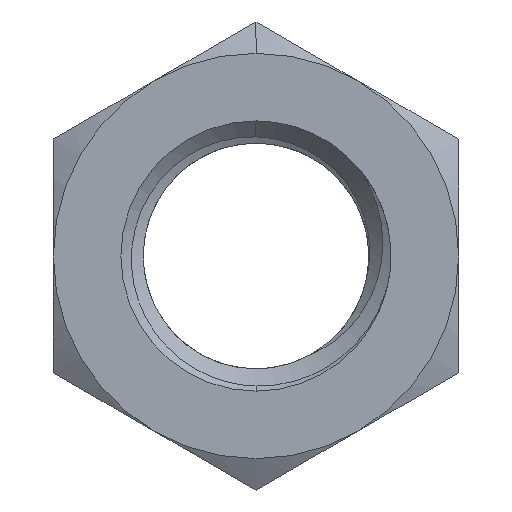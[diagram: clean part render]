
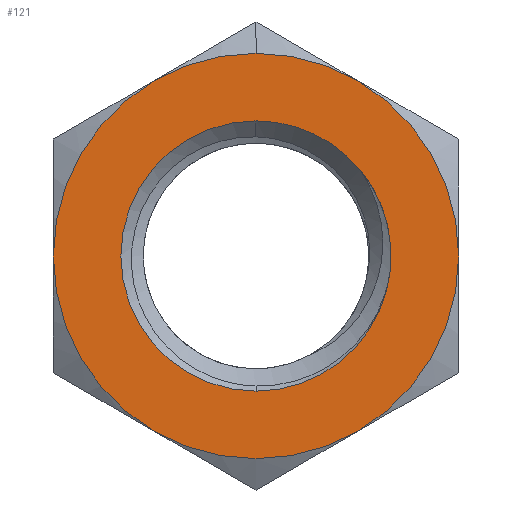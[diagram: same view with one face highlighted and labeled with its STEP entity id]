
A CAD part, front view. The second image highlights one B-rep face of the part: STEP entity #121.
In plain terms, the highlighted planar face has unit normal (0, -1, 0).
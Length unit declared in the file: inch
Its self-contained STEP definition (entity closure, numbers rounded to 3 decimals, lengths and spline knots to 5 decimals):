
#51 = AXIS2_PLACEMENT_3D ( 'NONE', #2275, #477, #1634 ) ;
#83 = DIRECTION ( 'NONE',  ( 0., 1., 0. ) ) ;
#90 = DIRECTION ( 'NONE',  ( 0., 0., 1. ) ) ;
#107 = EDGE_CURVE ( 'NONE', #382, #1980, #1657, .T. ) ;
#121 = ADVANCED_FACE ( 'NONE', ( #257, #1281 ), #471, .F. ) ;
#132 = DIRECTION ( 'NONE',  ( 0., 1., 0. ) ) ;
#139 = AXIS2_PLACEMENT_3D ( 'NONE', #674, #83, #857 ) ;
#142 = DIRECTION ( 'NONE',  ( 0., 1., 0. ) ) ;
#150 = EDGE_CURVE ( 'NONE', #2513, #1314, #973, .T. ) ;
#163 = CARTESIAN_POINT ( 'NONE',  ( -0.65625, -0.24219, 0. ) ) ;
#242 = CARTESIAN_POINT ( 'NONE',  ( 0.43546, -0.24219, -0.04225 ) ) ;
#257 = FACE_OUTER_BOUND ( 'NONE', #1983, .T. ) ;
#260 = CARTESIAN_POINT ( 'NONE',  ( 0., -0.24219, 0. ) ) ;
#284 = CARTESIAN_POINT ( 'NONE',  ( 0., -0.24219, 0. ) ) ;
#290 = CARTESIAN_POINT ( 'NONE',  ( 0., -0.24219, 0. ) ) ;
#307 = EDGE_CURVE ( 'NONE', #1999, #1693, #1145, .T. ) ;
#338 = ORIENTED_EDGE ( 'NONE', *, *, #107, .T. ) ;
#382 = VERTEX_POINT ( 'NONE', #1118 ) ;
#441 = DIRECTION ( 'NONE',  ( 0., -1., 0. ) ) ;
#450 = CIRCLE ( 'NONE', #51, 0.65625 ) ;
#471 = PLANE ( 'NONE',  #2322 ) ;
#477 = DIRECTION ( 'NONE',  ( 0., -1., 0. ) ) ;
#496 = ORIENTED_EDGE ( 'NONE', *, *, #1411, .T. ) ;
#520 = ORIENTED_EDGE ( 'NONE', *, *, #1616, .T. ) ;
#547 = EDGE_CURVE ( 'NONE', #1980, #2193, #2324, .T. ) ;
#575 = VERTEX_POINT ( 'NONE', #242 ) ;
#580 = CIRCLE ( 'NONE', #1498, 0.65625 ) ;
#582 = CIRCLE ( 'NONE', #780, 0.4375 ) ;
#600 = CARTESIAN_POINT ( 'NONE',  ( 0.65625, -0.24219, 0. ) ) ;
#632 = ORIENTED_EDGE ( 'NONE', *, *, #1714, .T. ) ;
#642 = EDGE_CURVE ( 'NONE', #2513, #2193, #1704, .T. ) ;
#663 = DIRECTION ( 'NONE',  ( 0., 0., 1. ) ) ;
#674 = CARTESIAN_POINT ( 'NONE',  ( 0., -0.24219, 0. ) ) ;
#705 = CARTESIAN_POINT ( 'NONE',  ( 0., -0.24219, 0. ) ) ;
#708 = DIRECTION ( 'NONE',  ( 0., -1., 0. ) ) ;
#772 = AXIS2_PLACEMENT_3D ( 'NONE', #284, #1053, #924 ) ;
#780 = AXIS2_PLACEMENT_3D ( 'NONE', #1493, #2285, #1311 ) ;
#801 = DIRECTION ( 'NONE',  ( 0., 0., 1. ) ) ;
#837 = CARTESIAN_POINT ( 'NONE',  ( 0.32813, -0.24219, -0.56833 ) ) ;
#857 = DIRECTION ( 'NONE',  ( 0., 0., 1. ) ) ;
#858 = CARTESIAN_POINT ( 'NONE',  ( -0.65625, -0.24219, -0.37889 ) ) ;
#909 = DIRECTION ( 'NONE',  ( 0., 0., 1. ) ) ;
#924 = DIRECTION ( 'NONE',  ( 0., 0., 1. ) ) ;
#952 = ORIENTED_EDGE ( 'NONE', *, *, #1672, .T. ) ;
#973 = CIRCLE ( 'NONE', #772, 0.65625 ) ;
#1021 = CIRCLE ( 'NONE', #1833, 0.65625 ) ;
#1032 = DIRECTION ( 'NONE',  ( 0., -1., 0. ) ) ;
#1040 = DIRECTION ( 'NONE',  ( 0., -1., 0. ) ) ;
#1052 = ORIENTED_EDGE ( 'NONE', *, *, #1994, .T. ) ;
#1053 = DIRECTION ( 'NONE',  ( 0., -1., 0. ) ) ;
#1078 = DIRECTION ( 'NONE',  ( 0., 0., 1. ) ) ;
#1118 = CARTESIAN_POINT ( 'NONE',  ( -0.32813, -0.24219, -0.56833 ) ) ;
#1145 = CIRCLE ( 'NONE', #1221, 0.4375 ) ;
#1146 = CARTESIAN_POINT ( 'NONE',  ( 0.32813, -0.24219, 0.56833 ) ) ;
#1221 = AXIS2_PLACEMENT_3D ( 'NONE', #2410, #132, #909 ) ;
#1223 = CIRCLE ( 'NONE', #1537, 0.4375 ) ;
#1247 = ORIENTED_EDGE ( 'NONE', *, *, #642, .F. ) ;
#1280 = VERTEX_POINT ( 'NONE', #1640 ) ;
#1281 = FACE_BOUND ( 'NONE', #1490, .T. ) ;
#1311 = DIRECTION ( 'NONE',  ( 0., 0., 1. ) ) ;
#1312 = ORIENTED_EDGE ( 'NONE', *, *, #150, .T. ) ;
#1314 = VERTEX_POINT ( 'NONE', #1855 ) ;
#1411 = EDGE_CURVE ( 'NONE', #2473, #382, #580, .T. ) ;
#1451 = CARTESIAN_POINT ( 'NONE',  ( 0., -0.24219, 0. ) ) ;
#1471 = DIRECTION ( 'NONE',  ( 0., 0., 1. ) ) ;
#1490 = EDGE_LOOP ( 'NONE', ( #952, #2506, #520, #1606 ) ) ;
#1493 = CARTESIAN_POINT ( 'NONE',  ( 0., -0.24219, 0. ) ) ;
#1498 = AXIS2_PLACEMENT_3D ( 'NONE', #2034, #708, #1628 ) ;
#1537 = AXIS2_PLACEMENT_3D ( 'NONE', #290, #1874, #90 ) ;
#1606 = ORIENTED_EDGE ( 'NONE', *, *, #2138, .T. ) ;
#1616 = EDGE_CURVE ( 'NONE', #1693, #2120, #2244, .T. ) ;
#1628 = DIRECTION ( 'NONE',  ( 0., 0., 1. ) ) ;
#1634 = DIRECTION ( 'NONE',  ( 0., 0., 1. ) ) ;
#1640 = CARTESIAN_POINT ( 'NONE',  ( -0.32813, -0.24219, 0.56833 ) ) ;
#1657 = CIRCLE ( 'NONE', #2407, 0.65625 ) ;
#1672 = EDGE_CURVE ( 'NONE', #575, #1999, #1223, .T. ) ;
#1693 = VERTEX_POINT ( 'NONE', #1851 ) ;
#1704 = CIRCLE ( 'NONE', #139, 0.65625 ) ;
#1714 = EDGE_CURVE ( 'NONE', #1280, #2473, #450, .T. ) ;
#1715 = ORIENTED_EDGE ( 'NONE', *, *, #547, .T. ) ;
#1768 = CARTESIAN_POINT ( 'NONE',  ( 0., -0.24219, 0. ) ) ;
#1801 = DIRECTION ( 'NONE',  ( 0., 0., 1. ) ) ;
#1833 = AXIS2_PLACEMENT_3D ( 'NONE', #260, #1032, #1801 ) ;
#1851 = CARTESIAN_POINT ( 'NONE',  ( 0., -0.24219, 0.4375 ) ) ;
#1855 = CARTESIAN_POINT ( 'NONE',  ( 0., -0.24219, 0.65625 ) ) ;
#1874 = DIRECTION ( 'NONE',  ( 0., 1., 0. ) ) ;
#1914 = CARTESIAN_POINT ( 'NONE',  ( 0.3385, -0.24219, 0.27717 ) ) ;
#1980 = VERTEX_POINT ( 'NONE', #837 ) ;
#1981 = AXIS2_PLACEMENT_3D ( 'NONE', #1768, #441, #801 ) ;
#1983 = EDGE_LOOP ( 'NONE', ( #1312, #1052, #632, #496, #338, #1715, #1247 ) ) ;
#1994 = EDGE_CURVE ( 'NONE', #1314, #1280, #1021, .T. ) ;
#1999 = VERTEX_POINT ( 'NONE', #2418 ) ;
#2034 = CARTESIAN_POINT ( 'NONE',  ( 0., -0.24219, 0. ) ) ;
#2081 = AXIS2_PLACEMENT_3D ( 'NONE', #1451, #142, #1078 ) ;
#2120 = VERTEX_POINT ( 'NONE', #1914 ) ;
#2138 = EDGE_CURVE ( 'NONE', #2120, #575, #582, .T. ) ;
#2193 = VERTEX_POINT ( 'NONE', #600 ) ;
#2244 = CIRCLE ( 'NONE', #2081, 0.4375 ) ;
#2275 = CARTESIAN_POINT ( 'NONE',  ( 0., -0.24219, 0. ) ) ;
#2285 = DIRECTION ( 'NONE',  ( 0., 1., 0. ) ) ;
#2322 = AXIS2_PLACEMENT_3D ( 'NONE', #858, #2412, #663 ) ;
#2324 = CIRCLE ( 'NONE', #1981, 0.65625 ) ;
#2407 = AXIS2_PLACEMENT_3D ( 'NONE', #705, #1040, #1471 ) ;
#2410 = CARTESIAN_POINT ( 'NONE',  ( 0., -0.24219, 0. ) ) ;
#2412 = DIRECTION ( 'NONE',  ( 0., 1., 0. ) ) ;
#2418 = CARTESIAN_POINT ( 'NONE',  ( 0., -0.24219, -0.4375 ) ) ;
#2473 = VERTEX_POINT ( 'NONE', #163 ) ;
#2506 = ORIENTED_EDGE ( 'NONE', *, *, #307, .T. ) ;
#2513 = VERTEX_POINT ( 'NONE', #1146 ) ;
